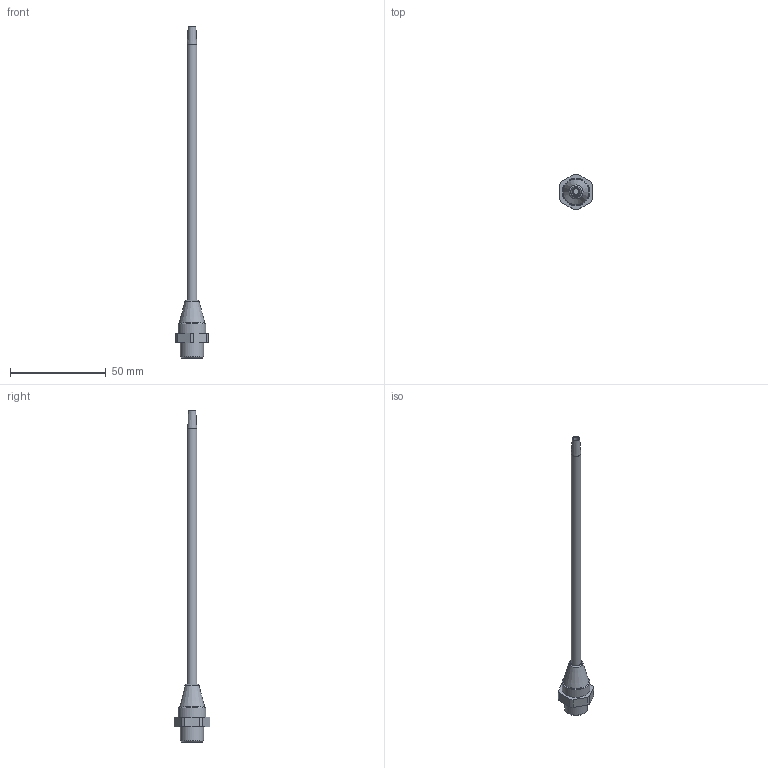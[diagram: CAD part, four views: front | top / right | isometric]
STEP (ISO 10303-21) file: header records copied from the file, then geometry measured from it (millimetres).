
FILE_DESCRIPTION(/* description */ ('STEP AP214'),/* implementation_level */ '2;1');
FILE_NAME(/* name */ '565317_LPZ-RG-150-B',/* time_stamp */ '2024-09-01T19:17:28+02:00',/* author */ ('License CC BY-ND 4.0'),/* organization */ ('CADENAS'),/* preprocessor_version */ 'ST-DEVELOPER v19.3',/* originating_system */ 'PARTsolutions',/* authorisation */ ' ');
FILE_SCHEMA (('AUTOMOTIVE_DESIGN {1 0 10303 214 3 1 1}'));
Length unit declared in the file: millimetre
Products named in the file (1): 565317 LPZ-RG-150-B
Bounding box: 17 x 18.69 x 173 mm (x, y, z)
Volume: 6320.8 mm3; surface area: 4139.1 mm2
Topology: 1 solids, 1 shells, 31 faces, 64 edges, 41 vertices
Faces by surface type: plane 14, cylinder 11, cone 3, torus 3
Full cylindrical faces by diameter (mm): 3 x1, 5 x1, 6 x1, 12 x1, 14.5 x1
Entity records: 1014 total; most frequent: DIRECTION 146, CARTESIAN_POINT 126, ORIENTED_EDGE 106, AXIS2_PLACEMENT_3D 61, EDGE_CURVE 53, EDGE_LOOP 48, FACE_BOUND 48, VERTEX_POINT 41
